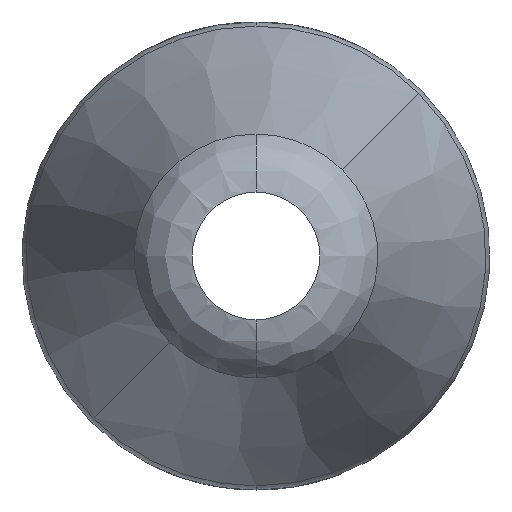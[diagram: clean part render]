
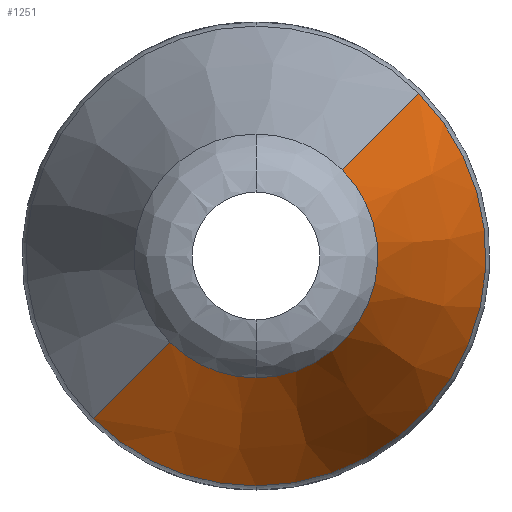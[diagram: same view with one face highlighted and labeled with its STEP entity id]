
A CAD part, front view. The second image highlights one B-rep face of the part: STEP entity #1251.
In plain terms, the highlighted conical face has half-angle 20.556 degrees and reference radius 2 mm.
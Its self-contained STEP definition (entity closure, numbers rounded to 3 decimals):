
#927=CARTESIAN_POINT('POINT69',(11.964,2.033,
   13.687));
#928=VERTEX_POINT('VERTEX69',#927);
#936=CARTESIAN_POINT('POINT70',(12.977,
   2.033,16.132));
#937=VERTEX_POINT('VERTEX70',#936);
#938=CARTESIAN_POINT('POS84',(11.964,2.033,
   15.119));
#939=DIRECTION('DIR151',(0.,-1.,
   0.));
#940=DIRECTION('DIR152',(-0.707,0.,
   -0.707));
#941=AXIS2_PLACEMENT_3D('AXIS68',#938,#939,#940);
#942=CIRCLE('ELLIPSE49',#941,1.432);
#943=EDGE_CURVE('EDGE98',#928,#937,#942,.T.);
#1033=CARTESIAN_POINT('POINT71',(10.951,
   2.033,14.106));
#1034=VERTEX_POINT('VERTEX71',#1033);
#1037=EDGE_CURVE('EDGE101',#1034,#928,#942,.T.);
#1215=CARTESIAN_POINT('POINT80',(10.053,
   5.419,13.208));
#1216=VERTEX_POINT('VERTEX80',#1215);
#1217=CARTESIAN_POINT('POS91',(10.55,3.546,
   13.705));
#1218=DIRECTION('DIR161',(0.248,-0.936,
   0.248));
#1219=VECTOR('VEC21',#1218,1.);
#1220=LINE('STRAIGHT21',#1217,#1219);
#1221=EDGE_CURVE('EDGE114',#1216,#1034,#1220,.T.);
#1222=ORIENTED_EDGE('COEDGE215',*,*,#1221,.F.);
#1223=CARTESIAN_POINT('POINT81',(11.964,5.419,
   12.417));
#1224=VERTEX_POINT('VERTEX81',#1223);
#1225=CARTESIAN_POINT('POS92',(11.964,5.419,
   15.119));
#1226=DIRECTION('DIR162',(0.,1.,0.));
#1227=DIRECTION('DIR163',(-0.707,0.,
   -0.707));
#1228=AXIS2_PLACEMENT_3D('AXIS71',#1225,#1226,#1227);
#1229=CIRCLE('ELLIPSE51',#1228,2.702);
#1230=EDGE_CURVE('EDGE115',#1224,#1216,#1229,.T.);
#1231=ORIENTED_EDGE('COEDGE216',*,*,#1230,.F.);
#1232=CARTESIAN_POINT('POINT82',(13.875,
   5.419,17.03));
#1233=VERTEX_POINT('VERTEX82',#1232);
#1234=EDGE_CURVE('EDGE116',#1233,#1224,#1229,.T.);
#1235=ORIENTED_EDGE('COEDGE217',*,*,#1234,.F.);
#1236=CARTESIAN_POINT('POS93',(13.378,3.546,
   16.533));
#1237=DIRECTION('DIR164',(0.248,0.936,
   0.248));
#1238=VECTOR('VEC22',#1237,1.);
#1239=LINE('STRAIGHT22',#1236,#1238);
#1240=EDGE_CURVE('EDGE117',#937,#1233,#1239,.T.);
#1241=ORIENTED_EDGE('COEDGE218',*,*,#1240,.F.);
#1242=ORIENTED_EDGE('COEDGE219',*,*,#943,.F.);
#1243=ORIENTED_EDGE('COEDGE220',*,*,#1037,.F.);
#1244=EDGE_LOOP('NONE',(#1222,#1231,#1235,#1241,#1242,#1243));
#1245=FACE_BOUND('LOOP1',#1244,.T.);
#1246=CARTESIAN_POINT('POS94',(11.964,3.546,15.119));
#1247=DIRECTION('DIR165',(0.,1.,0.));
#1248=DIRECTION('DIR166',(-0.707,0.,
   -0.707));
#1249=AXIS2_PLACEMENT_3D('AXIS72',#1246,#1247,#1248);
#1250=CONICAL_SURFACE('CONE_SURF8',#1249,2.,0.359)
   ;
#1251=ADVANCED_FACE('FACE42',(#1245),#1250,.T.);
